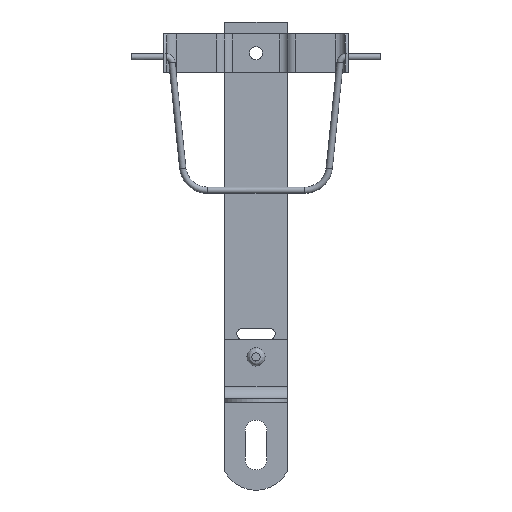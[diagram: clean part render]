
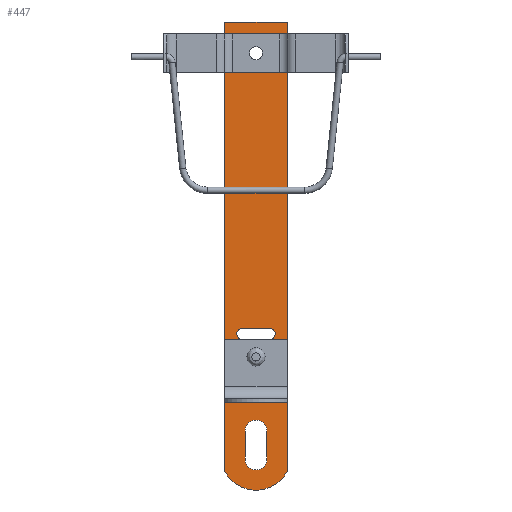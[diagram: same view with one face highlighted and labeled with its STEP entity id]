
A CAD part, front view. The second image highlights one B-rep face of the part: STEP entity #447.
In plain terms, the highlighted planar face has unit normal (0, -1, 0).
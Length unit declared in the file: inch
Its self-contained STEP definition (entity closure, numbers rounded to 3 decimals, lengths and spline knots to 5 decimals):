
#192=PLANE('',#1466);
#236=LINE('',#2006,#344);
#237=LINE('',#2010,#345);
#238=LINE('',#2011,#346);
#239=LINE('',#2016,#347);
#240=LINE('',#2019,#348);
#241=LINE('',#2024,#349);
#242=LINE('',#2026,#350);
#344=VECTOR('',#1620,1.);
#345=VECTOR('',#1623,1.);
#346=VECTOR('',#1624,1.);
#347=VECTOR('',#1627,1.);
#348=VECTOR('',#1630,1.);
#349=VECTOR('',#1633,1.);
#350=VECTOR('',#1634,1.);
#447=ADVANCED_FACE('',(#563,#564,#565,#566,#567),#192,.T.);
#563=FACE_BOUND('',#615,.T.);
#564=FACE_BOUND('',#616,.T.);
#565=FACE_BOUND('',#617,.T.);
#566=FACE_BOUND('',#618,.T.);
#567=FACE_BOUND('',#619,.T.);
#615=EDGE_LOOP('',(#730));
#616=EDGE_LOOP('',(#731,#732,#733,#734));
#617=EDGE_LOOP('',(#735,#736,#737,#738));
#618=EDGE_LOOP('',(#739,#740,#741,#742));
#619=EDGE_LOOP('',(#743));
#730=ORIENTED_EDGE('',*,*,#1208,.F.);
#731=ORIENTED_EDGE('',*,*,#1209,.T.);
#732=ORIENTED_EDGE('',*,*,#1210,.T.);
#733=ORIENTED_EDGE('',*,*,#1211,.T.);
#734=ORIENTED_EDGE('',*,*,#1212,.T.);
#735=ORIENTED_EDGE('',*,*,#1213,.T.);
#736=ORIENTED_EDGE('',*,*,#1214,.T.);
#737=ORIENTED_EDGE('',*,*,#1215,.T.);
#738=ORIENTED_EDGE('',*,*,#1216,.T.);
#739=ORIENTED_EDGE('',*,*,#1217,.T.);
#740=ORIENTED_EDGE('',*,*,#1218,.T.);
#741=ORIENTED_EDGE('',*,*,#1219,.T.);
#742=ORIENTED_EDGE('',*,*,#1220,.T.);
#743=ORIENTED_EDGE('',*,*,#1194,.T.);
#1069=VERTEX_POINT('',#1972);
#1083=VERTEX_POINT('',#2002);
#1084=VERTEX_POINT('',#2004);
#1085=VERTEX_POINT('',#2005);
#1086=VERTEX_POINT('',#2007);
#1087=VERTEX_POINT('',#2009);
#1088=VERTEX_POINT('',#2012);
#1089=VERTEX_POINT('',#2013);
#1090=VERTEX_POINT('',#2015);
#1091=VERTEX_POINT('',#2017);
#1092=VERTEX_POINT('',#2020);
#1093=VERTEX_POINT('',#2021);
#1094=VERTEX_POINT('',#2023);
#1095=VERTEX_POINT('',#2025);
#1194=EDGE_CURVE('',#1069,#1069,#1371,.T.);
#1208=EDGE_CURVE('',#1083,#1083,#1378,.T.);
#1209=EDGE_CURVE('',#1084,#1085,#1379,.T.);
#1210=EDGE_CURVE('',#1085,#1086,#236,.T.);
#1211=EDGE_CURVE('',#1086,#1087,#1380,.T.);
#1212=EDGE_CURVE('',#1087,#1084,#237,.T.);
#1213=EDGE_CURVE('',#1088,#1089,#238,.T.);
#1214=EDGE_CURVE('',#1089,#1090,#1381,.T.);
#1215=EDGE_CURVE('',#1090,#1091,#239,.T.);
#1216=EDGE_CURVE('',#1091,#1088,#1382,.T.);
#1217=EDGE_CURVE('',#1092,#1093,#240,.T.);
#1218=EDGE_CURVE('',#1093,#1094,#1383,.T.);
#1219=EDGE_CURVE('',#1094,#1095,#241,.T.);
#1220=EDGE_CURVE('',#1095,#1092,#242,.T.);
#1371=CIRCLE('',#1451,0.13);
#1378=CIRCLE('',#1460,0.1);
#1379=CIRCLE('',#1461,0.1125);
#1380=CIRCLE('',#1462,0.1125);
#1381=CIRCLE('',#1463,0.219);
#1382=CIRCLE('',#1464,0.219);
#1383=CIRCLE('',#1465,0.71224);
#1451=AXIS2_PLACEMENT_3D('',#1971,#1591,#1592);
#1460=AXIS2_PLACEMENT_3D('',#2001,#1616,#1617);
#1461=AXIS2_PLACEMENT_3D('',#2003,#1618,#1619);
#1462=AXIS2_PLACEMENT_3D('',#2008,#1621,#1622);
#1463=AXIS2_PLACEMENT_3D('',#2014,#1625,#1626);
#1464=AXIS2_PLACEMENT_3D('',#2018,#1628,#1629);
#1465=AXIS2_PLACEMENT_3D('',#2022,#1631,#1632);
#1466=AXIS2_PLACEMENT_3D('',#2027,#1635,#1636);
#1591=DIRECTION('',(0.,1.,0.));
#1592=DIRECTION('',(0.,0.,-1.));
#1616=DIRECTION('',(0.,-1.,0.));
#1617=DIRECTION('',(1.,0.,0.));
#1618=DIRECTION('',(0.,1.,0.));
#1619=DIRECTION('',(1.,0.,0.));
#1620=DIRECTION('',(1.,0.,0.));
#1621=DIRECTION('',(0.,1.,0.));
#1622=DIRECTION('',(1.,0.,0.));
#1623=DIRECTION('',(-1.,0.,0.));
#1624=DIRECTION('',(0.,0.,1.));
#1625=DIRECTION('',(0.,1.,0.));
#1626=DIRECTION('',(1.,0.,0.));
#1627=DIRECTION('',(0.,0.,-1.));
#1628=DIRECTION('',(0.,1.,0.));
#1629=DIRECTION('',(1.,0.,0.));
#1630=DIRECTION('',(0.,0.,-1.));
#1631=DIRECTION('',(0.,-1.,0.));
#1632=DIRECTION('',(1.,0.,0.));
#1633=DIRECTION('',(0.,0.,1.));
#1634=DIRECTION('',(-1.,0.,0.));
#1635=DIRECTION('',(0.,-1.,0.));
#1636=DIRECTION('',(0.,0.,-1.));
#1971=CARTESIAN_POINT('',(17.33,-0.625,10.75));
#1972=CARTESIAN_POINT('',(17.33,-0.625,10.62));
#2001=CARTESIAN_POINT('',(17.33,-0.625,4.64852));
#2002=CARTESIAN_POINT('',(17.43,-0.625,4.64852));
#2003=CARTESIAN_POINT('',(17.055,-0.625,5.11102));
#2004=CARTESIAN_POINT('',(17.055,-0.625,4.99852));
#2005=CARTESIAN_POINT('',(17.055,-0.625,5.22352));
#2006=CARTESIAN_POINT('',(17.055,-0.625,5.22352));
#2007=CARTESIAN_POINT('',(17.605,-0.625,5.22352));
#2008=CARTESIAN_POINT('',(17.605,-0.625,5.11102));
#2009=CARTESIAN_POINT('',(17.605,-0.625,4.99852));
#2010=CARTESIAN_POINT('',(17.605,-0.625,4.99852));
#2011=CARTESIAN_POINT('',(17.111,-0.625,2.59752));
#2012=CARTESIAN_POINT('',(17.111,-0.625,2.59752));
#2013=CARTESIAN_POINT('',(17.111,-0.625,3.15952));
#2014=CARTESIAN_POINT('',(17.33,-0.625,3.15952));
#2015=CARTESIAN_POINT('',(17.549,-0.625,3.15952));
#2016=CARTESIAN_POINT('',(17.549,-0.625,3.15952));
#2017=CARTESIAN_POINT('',(17.549,-0.625,2.59752));
#2018=CARTESIAN_POINT('',(17.33,-0.625,2.59752));
#2019=CARTESIAN_POINT('',(16.7,-0.625,11.375));
#2020=CARTESIAN_POINT('',(16.7,-0.625,11.375));
#2021=CARTESIAN_POINT('',(16.7,-0.625,2.35352));
#2022=CARTESIAN_POINT('',(17.33,-0.625,2.68576));
#2023=CARTESIAN_POINT('',(17.96,-0.625,2.35352));
#2024=CARTESIAN_POINT('',(17.96,-0.625,2.35352));
#2025=CARTESIAN_POINT('',(17.96,-0.625,11.375));
#2026=CARTESIAN_POINT('',(17.96,-0.625,11.375));
#2027=CARTESIAN_POINT('',(17.33,-0.625,2.68576));
